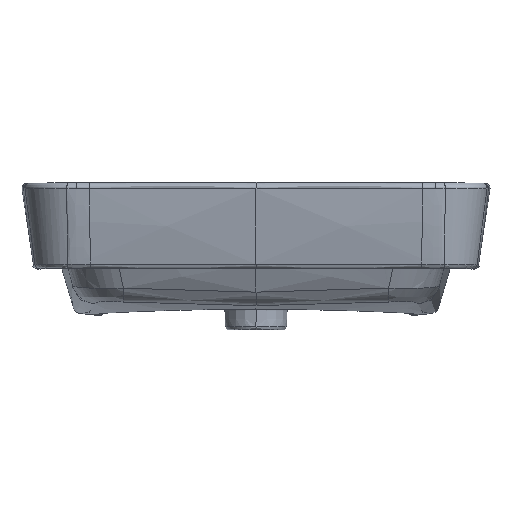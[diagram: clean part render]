
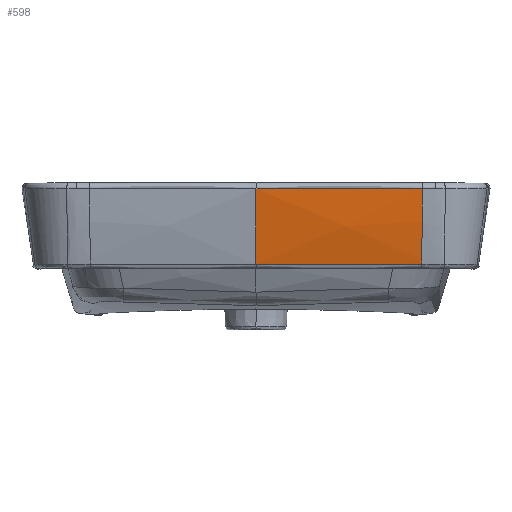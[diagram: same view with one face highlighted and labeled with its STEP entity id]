
A CAD part, top view. The second image highlights one B-rep face of the part: STEP entity #598.
In plain terms, the highlighted free-form (B-spline) face has degree [3, 3] with [11, 5] control points.
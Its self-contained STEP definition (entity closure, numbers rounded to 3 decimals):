
#286=B_SPLINE_SURFACE_WITH_KNOTS('',3,3,((#11019,#11020,#11021,#11022,#11023),
(#11024,#11025,#11026,#11027,#11028),(#11029,#11030,#11031,#11032,#11033),
(#11034,#11035,#11036,#11037,#11038),(#11039,#11040,#11041,#11042,#11043),
(#11044,#11045,#11046,#11047,#11048),(#11049,#11050,#11051,#11052,#11053),
(#11054,#11055,#11056,#11057,#11058),(#11059,#11060,#11061,#11062,#11063),
(#11064,#11065,#11066,#11067,#11068),(#11069,#11070,#11071,#11072,#11073)),
 .UNSPECIFIED.,.F.,.F.,.F.,(4,3,1,3,4),(4,1,4),(0.,0.116,0.507,
0.898,1.),(0.,0.5,1.),.UNSPECIFIED.);
#598=ADVANCED_FACE('',(#946),#286,.T.);
#946=FACE_OUTER_BOUND('',#1289,.T.);
#1289=EDGE_LOOP('',(#1851,#1852,#1853,#1854,#1855,#1856));
#1851=ORIENTED_EDGE('',*,*,#3934,.T.);
#1852=ORIENTED_EDGE('',*,*,#3935,.T.);
#1853=ORIENTED_EDGE('',*,*,#3936,.T.);
#1854=ORIENTED_EDGE('',*,*,#3909,.F.);
#1855=ORIENTED_EDGE('',*,*,#3937,.F.);
#1856=ORIENTED_EDGE('',*,*,#3938,.T.);
#3364=VERTEX_POINT('',#9645);
#3365=VERTEX_POINT('',#9650);
#3379=VERTEX_POINT('',#10990);
#3380=VERTEX_POINT('',#10991);
#3381=VERTEX_POINT('',#11004);
#3382=VERTEX_POINT('',#11014);
#3909=EDGE_CURVE('',#3364,#3365,#4744,.T.);
#3934=EDGE_CURVE('',#3379,#3380,#4768,.T.);
#3935=EDGE_CURVE('',#3380,#3381,#4769,.T.);
#3936=EDGE_CURVE('',#3381,#3365,#4770,.T.);
#3937=EDGE_CURVE('',#3382,#3364,#4771,.T.);
#3938=EDGE_CURVE('',#3382,#3379,#4772,.T.);
#4744=B_SPLINE_CURVE_WITH_KNOTS('',3,(#9646,#9647,#9648,#9649),
 .UNSPECIFIED.,.F.,.F.,(4,4),(0.,1.),.UNSPECIFIED.);
#4768=B_SPLINE_CURVE_WITH_KNOTS('',3,(#10986,#10987,#10988,#10989),
 .UNSPECIFIED.,.F.,.F.,(4,4),(0.,1.),.UNSPECIFIED.);
#4769=B_SPLINE_CURVE_WITH_KNOTS('',3,(#10992,#10993,#10994,#10995,#10996,
#10997,#10998,#10999,#11000,#11001,#11002,#11003),.UNSPECIFIED.,.F.,.F.,
(4,2,2,2,2,4),(0.,0.25,0.313,0.375,0.5,1.),
 .UNSPECIFIED.);
#4770=B_SPLINE_CURVE_WITH_KNOTS('',3,(#11005,#11006,#11007,#11008),
 .UNSPECIFIED.,.F.,.F.,(4,4),(0.,1.),.UNSPECIFIED.);
#4771=B_SPLINE_CURVE_WITH_KNOTS('',3,(#11009,#11010,#11011,#11012,#11013),
 .UNSPECIFIED.,.F.,.F.,(4,1,4),(0.,0.508,1.),.UNSPECIFIED.);
#4772=B_SPLINE_CURVE_WITH_KNOTS('',3,(#11015,#11016,#11017,#11018),
 .UNSPECIFIED.,.F.,.F.,(4,4),(0.,1.),.UNSPECIFIED.);
#9645=CARTESIAN_POINT('',(0.,-6.334,459.403));
#9646=CARTESIAN_POINT('',(0.,-6.334,459.403));
#9647=CARTESIAN_POINT('',(65.035,-6.334,459.403));
#9648=CARTESIAN_POINT('',(130.043,-6.303,457.256));
#9649=CARTESIAN_POINT('',(194.999,-6.256,454.113));
#9650=CARTESIAN_POINT('',(194.999,-6.256,454.113));
#10986=CARTESIAN_POINT('',(194.462,-95.161,441.886));
#10987=CARTESIAN_POINT('',(194.483,-92.838,442.343));
#10988=CARTESIAN_POINT('',(194.503,-90.619,442.769));
#10989=CARTESIAN_POINT('',(194.522,-88.505,443.166));
#10990=CARTESIAN_POINT('',(194.462,-95.161,441.886));
#10991=CARTESIAN_POINT('',(194.521,-88.505,443.166));
#10992=CARTESIAN_POINT('',(194.522,-88.505,443.166));
#10993=CARTESIAN_POINT('',(194.555,-84.645,443.891));
#10994=CARTESIAN_POINT('',(194.584,-81.133,444.519));
#10995=CARTESIAN_POINT('',(194.614,-77.184,445.203));
#10996=CARTESIAN_POINT('',(194.619,-76.416,445.335));
#10997=CARTESIAN_POINT('',(194.63,-74.924,445.589));
#10998=CARTESIAN_POINT('',(194.637,-73.93,445.756));
#10999=CARTESIAN_POINT('',(194.657,-71.128,446.223));
#11000=CARTESIAN_POINT('',(194.67,-69.258,446.526));
#11001=CARTESIAN_POINT('',(194.736,-59.906,448.011));
#11002=CARTESIAN_POINT('',(194.787,-52.406,449.085));
#11003=CARTESIAN_POINT('',(194.831,-44.892,450.049));
#11004=CARTESIAN_POINT('',(194.831,-44.892,450.049));
#11005=CARTESIAN_POINT('',(194.831,-44.892,450.049));
#11006=CARTESIAN_POINT('',(194.905,-32.046,451.698));
#11007=CARTESIAN_POINT('',(194.957,-19.16,453.028));
#11008=CARTESIAN_POINT('',(194.999,-6.256,454.113));
#11009=CARTESIAN_POINT('',(0.,-95.271,445.442));
#11010=CARTESIAN_POINT('',(0.,-80.351,448.675));
#11011=CARTESIAN_POINT('',(0.,-50.821,454.173));
#11012=CARTESIAN_POINT('',(0.,-21.023,457.96));
#11013=CARTESIAN_POINT('',(0.,-6.334,459.403));
#11014=CARTESIAN_POINT('',(0.,-95.271,445.442));
#11015=CARTESIAN_POINT('',(0.,-95.271,445.442));
#11016=CARTESIAN_POINT('',(64.836,-95.271,445.442));
#11017=CARTESIAN_POINT('',(129.669,-95.391,444.22));
#11018=CARTESIAN_POINT('',(194.462,-95.161,441.886));
#11019=CARTESIAN_POINT('',(208.55,-114.693,437.596));
#11020=CARTESIAN_POINT('',(173.79,-114.617,438.392));
#11021=CARTESIAN_POINT('',(104.281,-114.597,440.158));
#11022=CARTESIAN_POINT('',(34.765,-114.651,441.13));
#11023=CARTESIAN_POINT('',(0.,-114.649,441.13));
#11024=CARTESIAN_POINT('',(208.621,-109.796,438.538));
#11025=CARTESIAN_POINT('',(173.855,-109.745,439.479));
#11026=CARTESIAN_POINT('',(104.323,-109.732,441.32));
#11027=CARTESIAN_POINT('',(34.777,-109.768,442.22));
#11028=CARTESIAN_POINT('',(0.,-109.766,442.221));
#11029=CARTESIAN_POINT('',(208.692,-104.898,439.479));
#11030=CARTESIAN_POINT('',(173.919,-104.872,440.566));
#11031=CARTESIAN_POINT('',(104.364,-104.866,442.482));
#11032=CARTESIAN_POINT('',(34.79,-104.884,443.311));
#11033=CARTESIAN_POINT('',(0.,-104.883,443.311));
#11034=CARTESIAN_POINT('',(208.763,-100.,440.421));
#11035=CARTESIAN_POINT('',(173.983,-100.,441.653));
#11036=CARTESIAN_POINT('',(104.405,-100.,443.643));
#11037=CARTESIAN_POINT('',(34.802,-100.,444.401));
#11038=CARTESIAN_POINT('',(0.,-100.,444.401));
#11039=CARTESIAN_POINT('',(209.003,-83.476,443.598));
#11040=CARTESIAN_POINT('',(174.2,-83.562,445.321));
#11041=CARTESIAN_POINT('',(104.545,-83.584,447.563));
#11042=CARTESIAN_POINT('',(34.844,-83.523,448.08));
#11043=CARTESIAN_POINT('',(0.,-83.526,448.079));
#11044=CARTESIAN_POINT('',(209.497,-50.257,449.075));
#11045=CARTESIAN_POINT('',(174.629,-50.348,451.139));
#11046=CARTESIAN_POINT('',(104.814,-50.381,453.785));
#11047=CARTESIAN_POINT('',(34.93,-50.331,454.366));
#11048=CARTESIAN_POINT('',(0.,-50.338,454.365));
#11049=CARTESIAN_POINT('',(209.844,-16.772,452.601));
#11050=CARTESIAN_POINT('',(174.893,-16.802,454.303));
#11051=CARTESIAN_POINT('',(104.969,-16.818,457.245));
#11052=CARTESIAN_POINT('',(34.991,-16.808,458.486));
#11053=CARTESIAN_POINT('',(0.,-16.812,458.486));
#11054=CARTESIAN_POINT('',(210.,0.008,453.868));
#11055=CARTESIAN_POINT('',(175.027,-0.027,455.659));
#11056=CARTESIAN_POINT('',(105.053,-0.031,458.725));
#11057=CARTESIAN_POINT('',(35.019,0.,460.));
#11058=CARTESIAN_POINT('',(0.,0.,460.));
#11059=CARTESIAN_POINT('',(210.041,4.404,454.2));
#11060=CARTESIAN_POINT('',(175.062,4.368,456.015));
#11061=CARTESIAN_POINT('',(105.075,4.367,459.113));
#11062=CARTESIAN_POINT('',(35.026,4.404,460.397));
#11063=CARTESIAN_POINT('',(0.,4.405,460.397));
#11064=CARTESIAN_POINT('',(210.082,8.8,454.532));
#11065=CARTESIAN_POINT('',(175.097,8.763,456.37));
#11066=CARTESIAN_POINT('',(105.097,8.766,459.501));
#11067=CARTESIAN_POINT('',(35.033,8.807,460.793));
#11068=CARTESIAN_POINT('',(0.,8.809,460.793));
#11069=CARTESIAN_POINT('',(210.123,13.197,454.863));
#11070=CARTESIAN_POINT('',(175.132,13.158,456.725));
#11071=CARTESIAN_POINT('',(105.119,13.164,459.888));
#11072=CARTESIAN_POINT('',(35.041,13.211,461.19));
#11073=CARTESIAN_POINT('',(0.,13.214,461.19));
